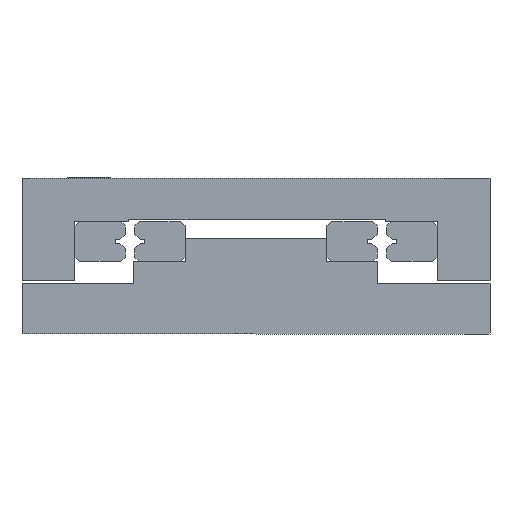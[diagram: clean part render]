
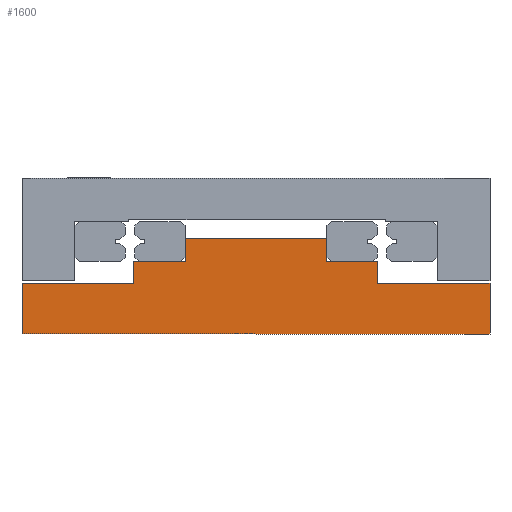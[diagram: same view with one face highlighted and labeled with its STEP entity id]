
A CAD part, front view. The second image highlights one B-rep face of the part: STEP entity #1600.
In plain terms, the highlighted planar face has unit normal (0, -1, 0).
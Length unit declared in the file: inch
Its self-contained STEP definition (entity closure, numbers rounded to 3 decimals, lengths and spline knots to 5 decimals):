
#1192=CARTESIAN_POINT('',(3.,-6.,0.038));
#1193=VERTEX_POINT('',#1192);
#1200=CARTESIAN_POINT('',(3.,-6.,-0.61));
#1201=VERTEX_POINT('',#1200);
#1202=CARTESIAN_POINT('',(3.,-6.,0.038));
#1203=DIRECTION('',(0.0,0.0,-1.0));
#1204=VECTOR('',#1203,0.648);
#1205=LINE('',#1202,#1204);
#1206=EDGE_CURVE('',#1193,#1201,#1205,.T.);
#1230=CARTESIAN_POINT('',(1.555,-6.,0.038));
#1231=VERTEX_POINT('',#1230);
#1238=CARTESIAN_POINT('',(1.555,-6.,0.038));
#1239=DIRECTION('',(1.0,0.0,0.0));
#1240=VECTOR('',#1239,1.445);
#1241=LINE('',#1238,#1240);
#1242=EDGE_CURVE('',#1231,#1193,#1241,.T.);
#1269=CARTESIAN_POINT('',(1.555,-6.,0.322));
#1270=VERTEX_POINT('',#1269);
#1277=CARTESIAN_POINT('',(1.555,-6.,0.322));
#1278=DIRECTION('',(0.0,0.0,-1.0));
#1279=VECTOR('',#1278,0.284);
#1280=LINE('',#1277,#1279);
#1281=EDGE_CURVE('',#1270,#1231,#1280,.T.);
#1300=CARTESIAN_POINT('',(0.905,-6.,0.322));
#1301=VERTEX_POINT('',#1300);
#1308=CARTESIAN_POINT('',(0.905,-6.,0.322));
#1309=DIRECTION('',(1.0,0.0,0.0));
#1310=VECTOR('',#1309,0.65);
#1311=LINE('',#1308,#1310);
#1312=EDGE_CURVE('',#1301,#1270,#1311,.T.);
#1331=CARTESIAN_POINT('',(0.905,-6.,0.61));
#1332=VERTEX_POINT('',#1331);
#1339=CARTESIAN_POINT('',(0.905,-6.,0.61));
#1340=DIRECTION('',(0.0,0.0,-1.0));
#1341=VECTOR('',#1340,0.288);
#1342=LINE('',#1339,#1341);
#1343=EDGE_CURVE('',#1332,#1301,#1342,.T.);
#1362=CARTESIAN_POINT('',(-0.905,-6.,0.61));
#1363=VERTEX_POINT('',#1362);
#1370=CARTESIAN_POINT('',(-0.905,-6.,0.61));
#1371=DIRECTION('',(1.0,0.0,0.0));
#1372=VECTOR('',#1371,1.81);
#1373=LINE('',#1370,#1372);
#1374=EDGE_CURVE('',#1363,#1332,#1373,.T.);
#1393=CARTESIAN_POINT('',(-0.905,-6.,0.322));
#1394=VERTEX_POINT('',#1393);
#1401=CARTESIAN_POINT('',(-0.905,-6.,0.322));
#1402=DIRECTION('',(0.0,0.0,1.0));
#1403=VECTOR('',#1402,0.288);
#1404=LINE('',#1401,#1403);
#1405=EDGE_CURVE('',#1394,#1363,#1404,.T.);
#1424=CARTESIAN_POINT('',(-1.565,-6.,0.322));
#1425=VERTEX_POINT('',#1424);
#1432=CARTESIAN_POINT('',(-1.565,-6.,0.322));
#1433=DIRECTION('',(1.0,0.0,0.0));
#1434=VECTOR('',#1433,0.66);
#1435=LINE('',#1432,#1434);
#1436=EDGE_CURVE('',#1425,#1394,#1435,.T.);
#1455=CARTESIAN_POINT('',(-1.565,-6.,0.038));
#1456=VERTEX_POINT('',#1455);
#1463=CARTESIAN_POINT('',(-1.565,-6.,0.038));
#1464=DIRECTION('',(0.0,0.0,1.0));
#1465=VECTOR('',#1464,0.284);
#1466=LINE('',#1463,#1465);
#1467=EDGE_CURVE('',#1456,#1425,#1466,.T.);
#1486=CARTESIAN_POINT('',(-3.,-6.,0.038));
#1487=VERTEX_POINT('',#1486);
#1494=CARTESIAN_POINT('',(-3.,-6.,0.038));
#1495=DIRECTION('',(1.0,0.0,0.0));
#1496=VECTOR('',#1495,1.435);
#1497=LINE('',#1494,#1496);
#1498=EDGE_CURVE('',#1487,#1456,#1497,.T.);
#1525=CARTESIAN_POINT('',(-3.,-6.,-0.61));
#1526=VERTEX_POINT('',#1525);
#1533=CARTESIAN_POINT('',(-3.,-6.,-0.61));
#1534=DIRECTION('',(0.0,0.0,1.0));
#1535=VECTOR('',#1534,0.648);
#1536=LINE('',#1533,#1535);
#1537=EDGE_CURVE('',#1526,#1487,#1536,.T.);
#1555=CARTESIAN_POINT('',(3.,-6.,-0.61));
#1556=DIRECTION('',(-1.0,0.0,0.0));
#1557=VECTOR('',#1556,6.);
#1558=LINE('',#1555,#1557);
#1559=EDGE_CURVE('',#1201,#1526,#1558,.T.);
#1581=CARTESIAN_POINT('',(-0.0002,-6.,-0.14021));
#1582=DIRECTION('',(0.0,1.0,0.0));
#1583=DIRECTION('',(0.0,0.0,1.0));
#1584=AXIS2_PLACEMENT_3D('',#1581,#1582,#1583);
#1585=PLANE('',#1584);
#1586=ORIENTED_EDGE('',*,*,#1559,.F.);
#1587=ORIENTED_EDGE('',*,*,#1206,.F.);
#1588=ORIENTED_EDGE('',*,*,#1242,.F.);
#1589=ORIENTED_EDGE('',*,*,#1281,.F.);
#1590=ORIENTED_EDGE('',*,*,#1312,.F.);
#1591=ORIENTED_EDGE('',*,*,#1343,.F.);
#1592=ORIENTED_EDGE('',*,*,#1374,.F.);
#1593=ORIENTED_EDGE('',*,*,#1405,.F.);
#1594=ORIENTED_EDGE('',*,*,#1436,.F.);
#1595=ORIENTED_EDGE('',*,*,#1467,.F.);
#1596=ORIENTED_EDGE('',*,*,#1498,.F.);
#1597=ORIENTED_EDGE('',*,*,#1537,.F.);
#1598=EDGE_LOOP('',(#1586,#1587,#1588,#1589,#1590,#1591,#1592,#1593,#1594,#1595,#1596,#1597));
#1599=FACE_OUTER_BOUND('',#1598,.T.);
#1600=ADVANCED_FACE('',(#1599),#1585,.F.);
